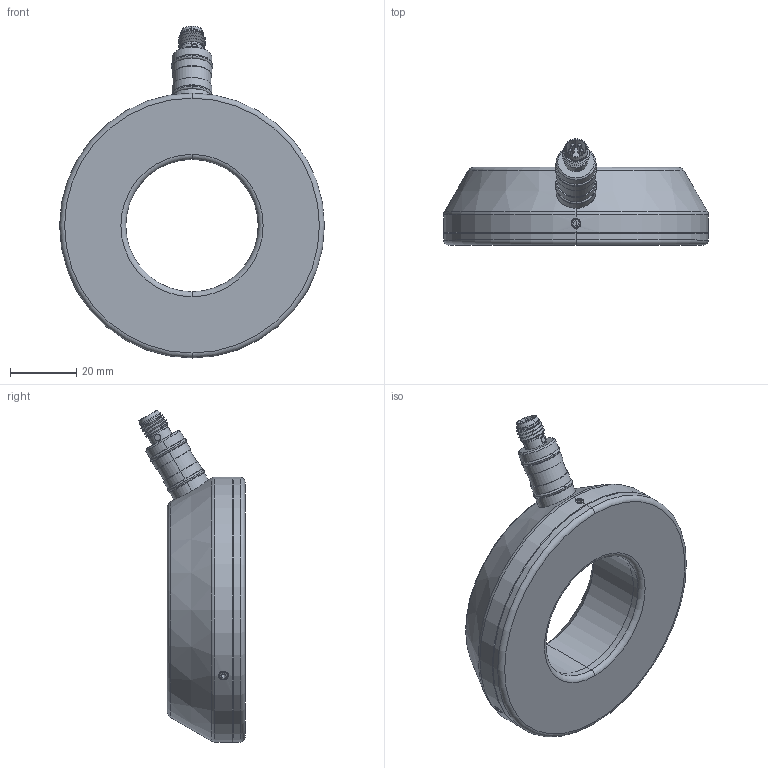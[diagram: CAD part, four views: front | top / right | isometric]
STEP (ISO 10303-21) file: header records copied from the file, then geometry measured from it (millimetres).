
FILE_DESCRIPTION (( 'STEP AP203' ), '1' );
FILE_NAME ('RBL-080-40-D12-outline.STEP', '2021-02-05T08:19:35', ( '' ), ( '' ), 'SwSTEP 2.0', 'SolidWorks 2020', '' );
FILE_SCHEMA (( 'CONFIG_CONTROL_DESIGN' ));
Length unit declared in the file: millimetre
Products named in the file (1): RBL-080-40-D12-outline
Bounding box: 80 x 32.03 x 100.3 mm (x, y, z)
Surface area: 18902.9 mm2 (no closed solid volume)
Topology: 0 solids, 9 shells, 139 faces, 353 edges, 223 vertices
Faces by surface type: cylinder 52, plane 42, cone 22, torus 16, bspline 7
Entity records: 5205 total; most frequent: CARTESIAN_POINT 1804, DIRECTION 739, ORIENTED_EDGE 624, EDGE_CURVE 345, AXIS2_PLACEMENT_3D 302, VERTEX_POINT 223, CIRCLE 169, EDGE_LOOP 167
